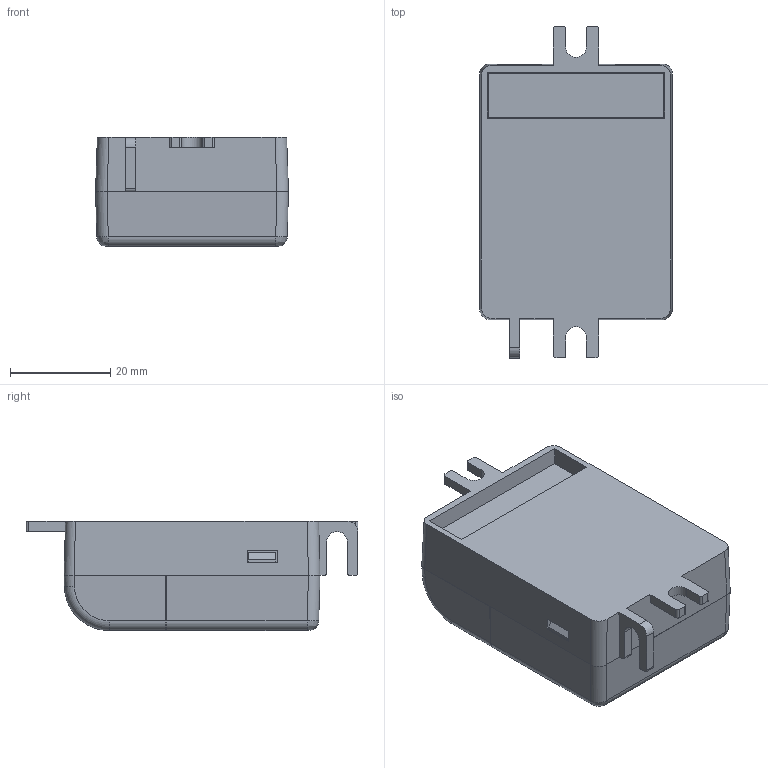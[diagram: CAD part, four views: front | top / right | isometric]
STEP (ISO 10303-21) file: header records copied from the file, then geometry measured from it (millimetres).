
FILE_DESCRIPTION((''),'2;1');
FILE_NAME('LSC6WZ_ASM-141226_ASM','2015-03-11T',('Hedy'),(''),'PRO/ENGINEER BY PARAMETRIC TECHNOLOGY CORPORATION, 2009380','PRO/ENGINEER BY PARAMETRIC TECHNOLOGY CORPORATION, 2009380','');
FILE_SCHEMA(('CONFIG_CONTROL_DESIGN'));
Length unit declared in the file: millimetre
Products named in the file (7): MAWLSC6WZ-1A_10; MAWLSC6WZ-2A_23; LSC6W--PCB_3; LSC6WZ_ASM_28_ASM; MAWLSC6WZ-3A_25; SCREW; LSC6WZ_ASM-141226_ASM
Assembly tree (6 placements, depth 3):
  LSC6WZ_ASM-141226_ASM
    LSC6WZ_ASM_28_ASM
      MAWLSC6WZ-1A_10
      MAWLSC6WZ-2A_23
      LSC6W--PCB_3
    MAWLSC6WZ-3A_25
    SCREW
Bounding box: 38.53 x 66.32 x 21.8 mm (x, y, z)
Volume: 14475.8 mm3; surface area: 22480.4 mm2
Topology: 5 solids, 5 shells, 525 faces, 1512 edges, 1002 vertices
Faces by surface type: plane 400, cylinder 96, torus 11, cone 9, bspline 6, extrusion 2, sphere 1
Entity records: 21902 total; most frequent: CARTESIAN_POINT 3818, ORIENTED_EDGE 3024, DIRECTION 2630, EDGE_CURVE 1512, PRESENTATION_STYLE_ASSIGNMENT 1390, STYLED_ITEM 1390, CURVE_STYLE 1386, VECTOR 1218
